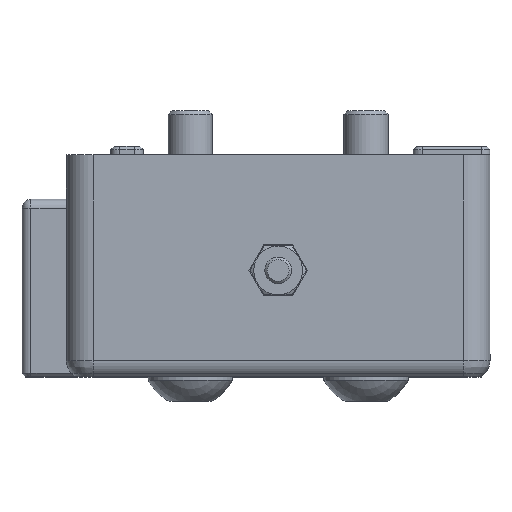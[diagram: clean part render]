
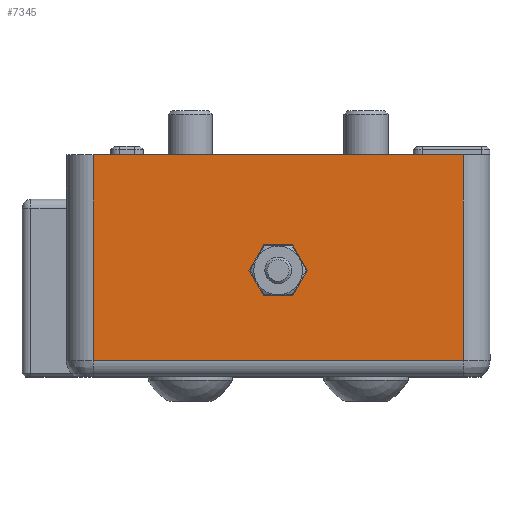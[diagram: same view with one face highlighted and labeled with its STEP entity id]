
A CAD part, top view. The second image highlights one B-rep face of the part: STEP entity #7345.
In plain terms, the highlighted planar face has unit normal (0, 0, 1).
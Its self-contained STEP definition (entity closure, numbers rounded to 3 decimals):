
#191=FACE_BOUND('',#1472,.T.);
#390=PLANE('',#8203);
#986=FACE_OUTER_BOUND('',#1471,.T.);
#1471=EDGE_LOOP('',(#6632,#6633,#6634,#6635));
#1472=EDGE_LOOP('',(#6636,#6637,#6638,#6639,#6640,#6641));
#1902=LINE('',#14079,#2421);
#1966=LINE('',#14752,#2485);
#1969=LINE('',#14757,#2488);
#1971=LINE('',#14761,#2490);
#1973=LINE('',#14765,#2492);
#1975=LINE('',#14769,#2494);
#1977=LINE('',#14772,#2496);
#1997=LINE('',#14835,#2516);
#1998=LINE('',#14839,#2517);
#1999=LINE('',#14840,#2518);
#2421=VECTOR('',#9985,10.);
#2485=VECTOR('',#10293,10.);
#2488=VECTOR('',#10298,10.);
#2490=VECTOR('',#10302,10.);
#2492=VECTOR('',#10306,10.);
#2494=VECTOR('',#10310,10.);
#2496=VECTOR('',#10314,10.);
#2516=VECTOR('',#10386,10.);
#2517=VECTOR('',#10391,10.);
#2518=VECTOR('',#10392,10.);
#3441=VERTEX_POINT('',#14076);
#3442=VERTEX_POINT('',#14078);
#3536=VERTEX_POINT('',#14750);
#3537=VERTEX_POINT('',#14751);
#3538=VERTEX_POINT('',#14756);
#3539=VERTEX_POINT('',#14760);
#3540=VERTEX_POINT('',#14764);
#3541=VERTEX_POINT('',#14768);
#3558=VERTEX_POINT('',#14834);
#3559=VERTEX_POINT('',#14838);
#4400=EDGE_CURVE('',#3441,#3442,#1902,.T.);
#4548=EDGE_CURVE('',#3536,#3537,#1966,.T.);
#4551=EDGE_CURVE('',#3538,#3536,#1969,.T.);
#4553=EDGE_CURVE('',#3539,#3538,#1971,.T.);
#4555=EDGE_CURVE('',#3540,#3539,#1973,.T.);
#4557=EDGE_CURVE('',#3541,#3540,#1975,.T.);
#4559=EDGE_CURVE('',#3537,#3541,#1977,.T.);
#4590=EDGE_CURVE('',#3442,#3558,#1997,.T.);
#4592=EDGE_CURVE('',#3559,#3441,#1998,.T.);
#4593=EDGE_CURVE('',#3558,#3559,#1999,.T.);
#6632=ORIENTED_EDGE('',*,*,#4400,.F.);
#6633=ORIENTED_EDGE('',*,*,#4592,.F.);
#6634=ORIENTED_EDGE('',*,*,#4593,.F.);
#6635=ORIENTED_EDGE('',*,*,#4590,.F.);
#6636=ORIENTED_EDGE('',*,*,#4548,.T.);
#6637=ORIENTED_EDGE('',*,*,#4559,.T.);
#6638=ORIENTED_EDGE('',*,*,#4557,.T.);
#6639=ORIENTED_EDGE('',*,*,#4555,.T.);
#6640=ORIENTED_EDGE('',*,*,#4553,.T.);
#6641=ORIENTED_EDGE('',*,*,#4551,.T.);
#7345=ADVANCED_FACE('',(#986,#191),#390,.T.);
#8203=AXIS2_PLACEMENT_3D('',#14837,#10389,#10390);
#9985=DIRECTION('',(1.,0.,0.));
#10293=DIRECTION('',(0.5,-0.866,0.));
#10298=DIRECTION('',(1.,0.,0.));
#10302=DIRECTION('',(0.5,0.866,0.));
#10306=DIRECTION('',(-0.5,0.866,0.));
#10310=DIRECTION('',(-1.,0.,0.));
#10314=DIRECTION('',(-0.5,-0.866,0.));
#10386=DIRECTION('',(0.,-1.,0.));
#10389=DIRECTION('center_axis',(0.,0.,
1.));
#10390=DIRECTION('ref_axis',(-1.,0.,0.));
#10391=DIRECTION('',(0.,1.,0.));
#10392=DIRECTION('',(-1.,0.,0.));
#14076=CARTESIAN_POINT('',(0.707,22.,369.));
#14078=CARTESIAN_POINT('',(42.407,22.,369.));
#14079=CARTESIAN_POINT('',(33.582,22.,369.));
#14750=CARTESIAN_POINT('',(23.202,11.85,369.));
#14751=CARTESIAN_POINT('',(24.848,9.,369.));
#14752=CARTESIAN_POINT('',(27.445,4.5,369.));
#14756=CARTESIAN_POINT('',(19.911,11.85,369.));
#14757=CARTESIAN_POINT('',(33.898,11.85,369.));
#14760=CARTESIAN_POINT('',(18.266,9.,369.));
#14761=CARTESIAN_POINT('',(21.427,14.476,369.));
#14764=CARTESIAN_POINT('',(19.911,6.15,369.));
#14765=CARTESIAN_POINT('',(23.332,0.225,369.));
#14768=CARTESIAN_POINT('',(23.202,6.15,369.));
#14769=CARTESIAN_POINT('',(35.543,6.15,369.));
#14772=CARTESIAN_POINT('',(27.186,13.051,369.));
#14834=CARTESIAN_POINT('',(42.407,-1.172,369.));
#14835=CARTESIAN_POINT('',(42.407,22.,369.));
#14837=CARTESIAN_POINT('Origin',(45.607,22.,369.));
#14838=CARTESIAN_POINT('',(0.707,-1.172,369.));
#14839=CARTESIAN_POINT('',(0.707,22.,369.));
#14840=CARTESIAN_POINT('',(39.594,-1.172,369.));
